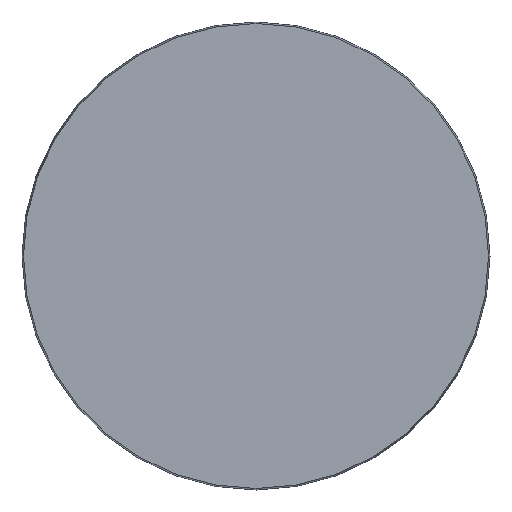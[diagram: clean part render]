
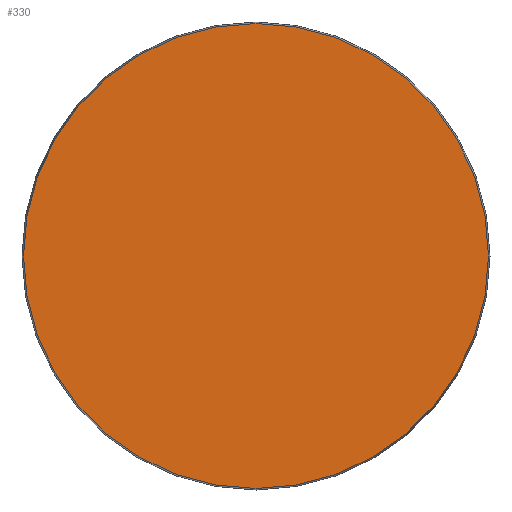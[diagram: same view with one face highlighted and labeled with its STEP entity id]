
A CAD part, front view. The second image highlights one B-rep face of the part: STEP entity #330.
In plain terms, the highlighted planar face has unit normal (0, -1, 0).
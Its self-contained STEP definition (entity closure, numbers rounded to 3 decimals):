
#7 = EDGE_LOOP ( 'NONE', ( #548 ) ) ;
#19 = VERTEX_POINT ( 'NONE', #259 ) ;
#28 = PLANE ( 'NONE',  #361 ) ;
#75 = CARTESIAN_POINT ( 'NONE',  ( -88.425, 0., 0. ) ) ;
#259 = CARTESIAN_POINT ( 'NONE',  ( 0., 0., -88.425 ) ) ;
#307 = DIRECTION ( 'NONE',  ( 0., 0., 1. ) ) ;
#314 = FACE_OUTER_BOUND ( 'NONE', #7, .T. ) ;
#321 = CIRCLE ( 'NONE', #496, 88.425 ) ;
#330 = ADVANCED_FACE ( 'NONE', ( #314 ), #28, .F. ) ;
#361 = AXIS2_PLACEMENT_3D ( 'NONE', #75, #738, #307 ) ;
#496 = AXIS2_PLACEMENT_3D ( 'NONE', #727, #619, #733 ) ;
#548 = ORIENTED_EDGE ( 'NONE', *, *, #700, .T. ) ;
#619 = DIRECTION ( 'NONE',  ( 0., -1., 0. ) ) ;
#700 = EDGE_CURVE ( 'NONE', #19, #19, #321, .T. ) ;
#727 = CARTESIAN_POINT ( 'NONE',  ( 0., 0., 0. ) ) ;
#733 = DIRECTION ( 'NONE',  ( 0., 0., -1. ) ) ;
#738 = DIRECTION ( 'NONE',  ( 0., 1., 0. ) ) ;
